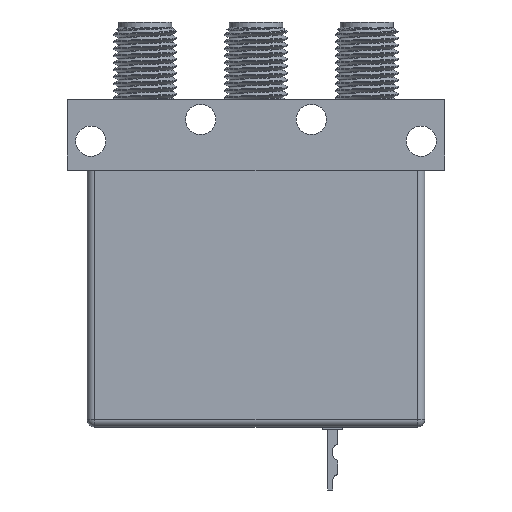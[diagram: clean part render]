
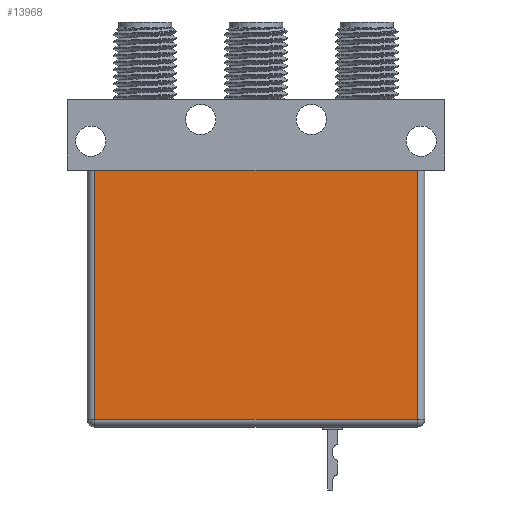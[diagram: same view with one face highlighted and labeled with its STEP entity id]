
A CAD part, front view. The second image highlights one B-rep face of the part: STEP entity #13968.
In plain terms, the highlighted planar face has unit normal (0, -1, 0).
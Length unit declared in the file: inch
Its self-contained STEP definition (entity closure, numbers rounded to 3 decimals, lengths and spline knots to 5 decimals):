
#125 = DIRECTION ( 'NONE',  ( 1., 0., 0. ) ) ;
#1007 = EDGE_CURVE ( 'NONE', #2310, #2902, #14360, .T. ) ;
#1072 = VERTEX_POINT ( 'NONE', #23441 ) ;
#2064 = DIRECTION ( 'NONE',  ( 0., 0., -1. ) ) ;
#2310 = VERTEX_POINT ( 'NONE', #21173 ) ;
#2902 = VERTEX_POINT ( 'NONE', #23406 ) ;
#3826 = ORIENTED_EDGE ( 'NONE', *, *, #9815, .T. ) ;
#4396 = EDGE_CURVE ( 'NONE', #9613, #1072, #24711, .T. ) ;
#4891 = ORIENTED_EDGE ( 'NONE', *, *, #4396, .F. ) ;
#5805 = ORIENTED_EDGE ( 'NONE', *, *, #1007, .T. ) ;
#7145 = ORIENTED_EDGE ( 'NONE', *, *, #24997, .T. ) ;
#7731 = LINE ( 'NONE', #20197, #22651 ) ;
#8544 = DIRECTION ( 'NONE',  ( 0., 0., 1. ) ) ;
#9613 = VERTEX_POINT ( 'NONE', #21315 ) ;
#9815 = EDGE_CURVE ( 'NONE', #9613, #2310, #17252, .T. ) ;
#11546 = CARTESIAN_POINT ( 'NONE',  ( 0., -0.26, 0. ) ) ;
#11879 = DIRECTION ( 'NONE',  ( 0., -1., 0. ) ) ;
#12555 = VECTOR ( 'NONE', #22156, 39.37008 ) ;
#13968 = ADVANCED_FACE ( 'NONE', ( #21308 ), #25231, .T. ) ;
#13999 = DIRECTION ( 'NONE',  ( 0., 0., -1. ) ) ;
#14360 = LINE ( 'NONE', #23275, #24079 ) ;
#17252 = LINE ( 'NONE', #23343, #17874 ) ;
#17566 = AXIS2_PLACEMENT_3D ( 'NONE', #11546, #11879, #2064 ) ;
#17874 = VECTOR ( 'NONE', #13999, 39.37008 ) ;
#20197 = CARTESIAN_POINT ( 'NONE',  ( 0.64, -0.26, 0.37 ) ) ;
#21173 = CARTESIAN_POINT ( 'NONE',  ( -0.64, -0.26, -0.62 ) ) ;
#21308 = FACE_OUTER_BOUND ( 'NONE', #25205, .T. ) ;
#21315 = CARTESIAN_POINT ( 'NONE',  ( -0.64, -0.26, 0.37 ) ) ;
#22156 = DIRECTION ( 'NONE',  ( 1., 0., 0. ) ) ;
#22396 = CARTESIAN_POINT ( 'NONE',  ( 0., -0.26, 0.37 ) ) ;
#22651 = VECTOR ( 'NONE', #8544, 39.37008 ) ;
#23275 = CARTESIAN_POINT ( 'NONE',  ( 0.64, -0.26, -0.62 ) ) ;
#23343 = CARTESIAN_POINT ( 'NONE',  ( -0.64, -0.26, -0.62 ) ) ;
#23406 = CARTESIAN_POINT ( 'NONE',  ( 0.64, -0.26, -0.62 ) ) ;
#23441 = CARTESIAN_POINT ( 'NONE',  ( 0.64, -0.26, 0.37 ) ) ;
#24079 = VECTOR ( 'NONE', #125, 39.37008 ) ;
#24711 = LINE ( 'NONE', #22396, #12555 ) ;
#24997 = EDGE_CURVE ( 'NONE', #2902, #1072, #7731, .T. ) ;
#25205 = EDGE_LOOP ( 'NONE', ( #4891, #3826, #5805, #7145 ) ) ;
#25231 = PLANE ( 'NONE',  #17566 ) ;
